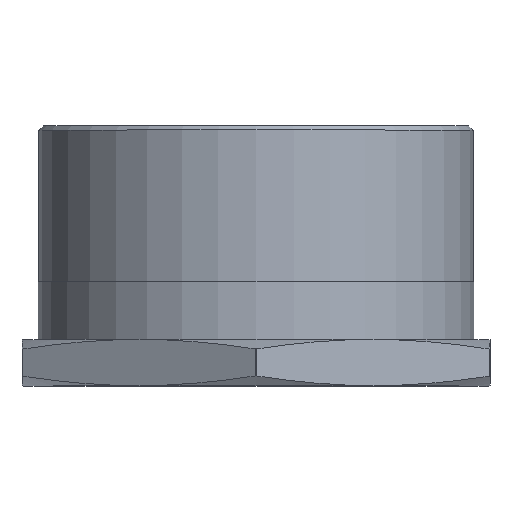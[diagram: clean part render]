
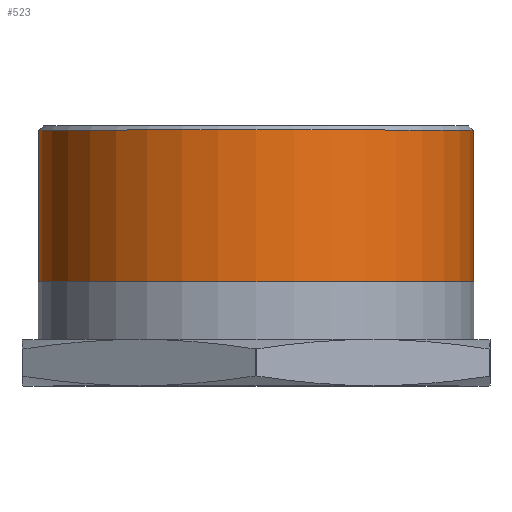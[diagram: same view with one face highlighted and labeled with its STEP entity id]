
A CAD part, top view. The second image highlights one B-rep face of the part: STEP entity #523.
In plain terms, the highlighted cylindrical face has radius 37.592 mm (diameter 75.184 mm), a full revolution.
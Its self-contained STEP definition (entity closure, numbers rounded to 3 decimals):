
#22=FACE_BOUND('',#171,.T.);
#47=CIRCLE('',#581,37.592);
#48=CIRCLE('',#583,37.592);
#126=FACE_OUTER_BOUND('',#170,.T.);
#170=EDGE_LOOP('',(#437));
#171=EDGE_LOOP('',(#438));
#269=VERTEX_POINT('',#1014);
#270=VERTEX_POINT('',#1017);
#337=EDGE_CURVE('',#269,#269,#47,.T.);
#338=EDGE_CURVE('',#270,#270,#48,.T.);
#437=ORIENTED_EDGE('',*,*,#338,.T.);
#438=ORIENTED_EDGE('',*,*,#337,.F.);
#498=CYLINDRICAL_SURFACE('',#582,37.592);
#523=ADVANCED_FACE('',(#126,#22),#498,.T.);
#581=AXIS2_PLACEMENT_3D('',#1015,#698,#699);
#582=AXIS2_PLACEMENT_3D('',#1016,#700,#701);
#583=AXIS2_PLACEMENT_3D('',#1018,#702,#703);
#698=DIRECTION('center_axis',(0.,1.,0.));
#699=DIRECTION('ref_axis',(1.,0.,0.));
#700=DIRECTION('center_axis',(0.,1.,0.));
#701=DIRECTION('ref_axis',(1.,0.,0.));
#702=DIRECTION('center_axis',(0.,1.,0.));
#703=DIRECTION('ref_axis',(1.,0.,0.));
#1014=CARTESIAN_POINT('',(-37.592,44.252,0.));
#1015=CARTESIAN_POINT('Origin',(0.,44.252,0.));
#1016=CARTESIAN_POINT('Origin',(0.,8.,0.));
#1017=CARTESIAN_POINT('',(-37.592,18.,0.));
#1018=CARTESIAN_POINT('Origin',(0.,18.,0.));
